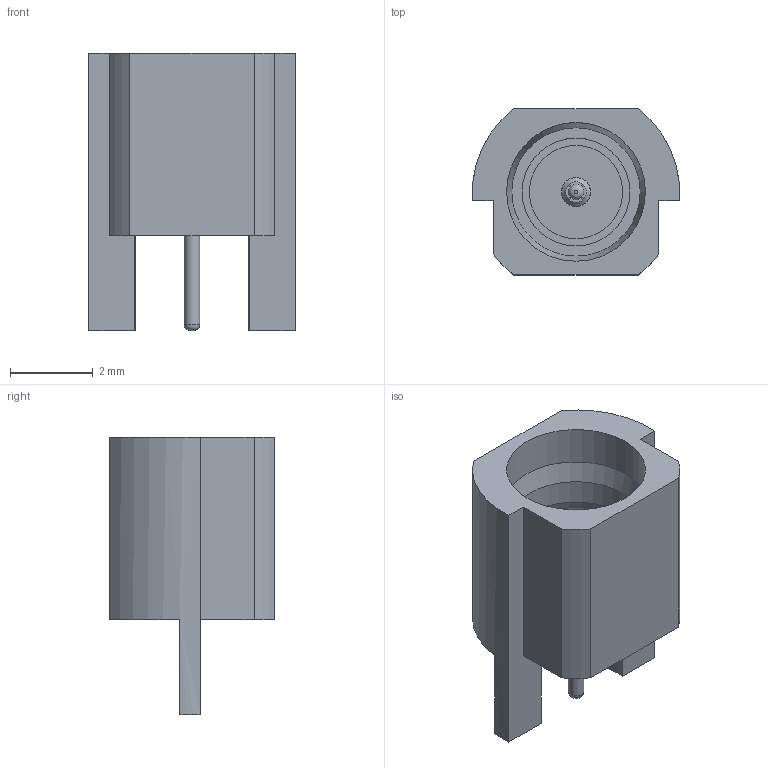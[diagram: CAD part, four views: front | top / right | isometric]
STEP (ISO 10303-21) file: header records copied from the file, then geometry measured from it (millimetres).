
FILE_DESCRIPTION(/* description */ ('Unknown'),/* implementation_level */ '2;1');
FILE_NAME(/* name */ '60124202122305',/* time_stamp */ '2020-01-09T09:43:33+01:00',/* author */ ('Unknown'),/* organization */ ('Unknown'),/* preprocessor_version */ 'ST-DEVELOPER v16.7',/* originating_system */ 'DEX',/* authorisation */ $);
FILE_SCHEMA (('AUTOMOTIVE_DESIGN {1 0 10303 214 3 1 1}'));
Length unit declared in the file: millimetre
Products named in the file (1): 60124202122305
Bounding box: 5 x 4 x 6.7 mm (x, y, z)
Volume: 53.1 mm3; surface area: 158.7 mm2
Topology: 1 solids, 1 shells, 43 faces, 92 edges, 60 vertices
Faces by surface type: plane 21, cylinder 17, cone 3, torus 2
Full cylindrical faces by diameter (mm): 0.38 x2, 0.7 x2, 0.703 x2, 2.25 x1, 2.6 x1, 3.1 x1, 3.2 x1, 3.35 x1
Entity records: 1392 total; most frequent: DIRECTION 200, CARTESIAN_POINT 174, ORIENTED_EDGE 146, AXIS2_PLACEMENT_3D 83, EDGE_CURVE 73, EDGE_LOOP 68, FACE_BOUND 68, VERTEX_POINT 57
